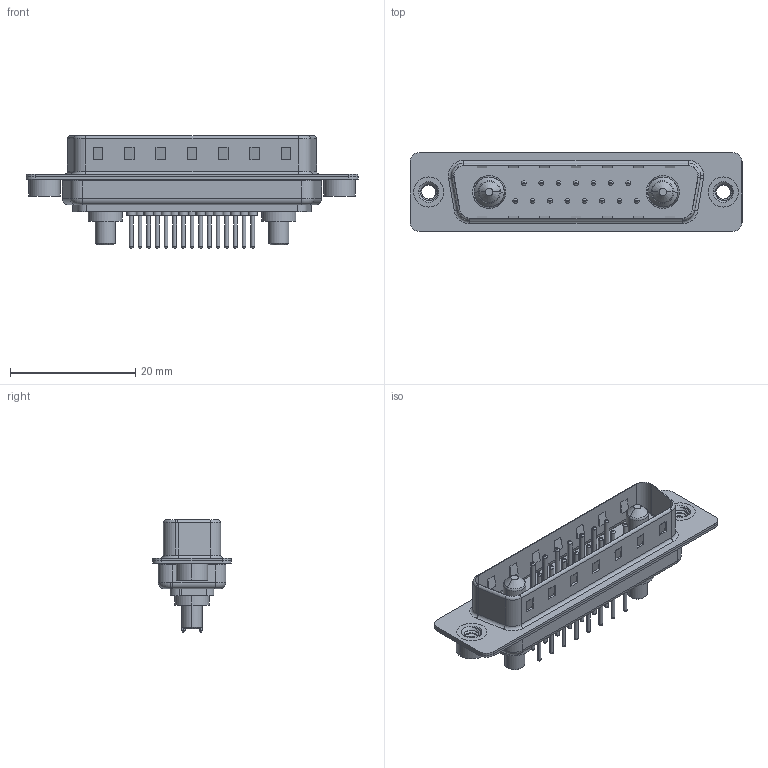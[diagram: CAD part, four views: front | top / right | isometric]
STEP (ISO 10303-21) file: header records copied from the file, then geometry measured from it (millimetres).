
FILE_DESCRIPTION (( 'STEP AP203' ), '1' );
FILE_NAME ('627-17W2224-3N2.STEP', '2019-05-27T16:28:11', ( '' ), ( '' ), 'SwSTEP 2.0', 'SolidWorks 2016', '' );
FILE_SCHEMA (( 'CONFIG_CONTROL_DESIGN' ));
Length unit declared in the file: millimetre
Products named in the file (8): 627-17W2224-3N2; 627Combo Housing_17W2; 627Combo Shell Rear_25 Contacts; 627Combo Shell Front_25 Contacts; 627Combo Threaded Rivet_2; Power Pin_30A S; 627Combo Contact Row 1_24; 627Combo Contact Row 2_24
Assembly tree (22 placements, depth 2):
  627-17W2224-3N2
    627Combo Housing_17W2
    627Combo Shell Rear_25 Contacts
    627Combo Shell Front_25 Contacts
    627Combo Threaded Rivet_2  x2
    Power Pin_30A S  x2
    627Combo Contact Row 1_24  x7
    627Combo Contact Row 2_24  x8
Bounding box: 53 x 12.6 x 17.9 mm (x, y, z)
Volume: 2870.6 mm3; surface area: 6797.6 mm2
Topology: 24 solids, 24 shells, 1011 faces, 2237 edges, 1366 vertices
Faces by surface type: cylinder 385, plane 296, torus 294, cone 26, bspline 10
Entity records: 19386 total; most frequent: CARTESIAN_POINT 4378, DIRECTION 3097, ORIENTED_EDGE 2706, EDGE_CURVE 1353, AXIS2_PLACEMENT_3D 1209, VERTEX_POINT 854, EDGE_LOOP 693, VECTOR 679
